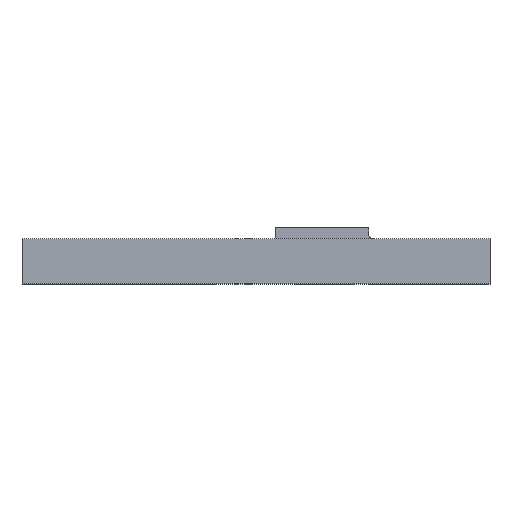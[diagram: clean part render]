
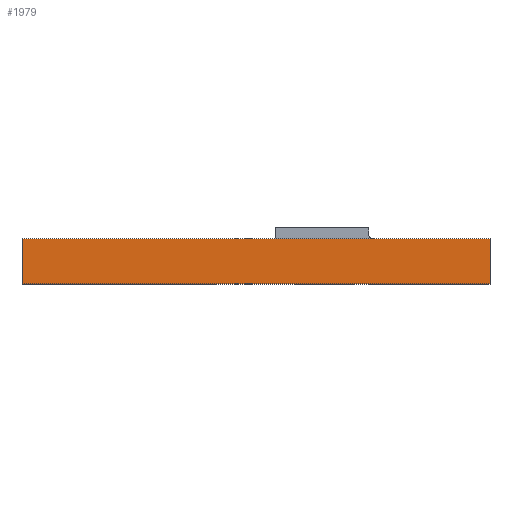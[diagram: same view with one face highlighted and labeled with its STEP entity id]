
A CAD part, top view. The second image highlights one B-rep face of the part: STEP entity #1979.
In plain terms, the highlighted planar face has unit normal (0, 0, 1).
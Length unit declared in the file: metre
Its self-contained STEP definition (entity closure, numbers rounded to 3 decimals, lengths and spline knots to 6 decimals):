
#65=PLANE('',#2135);
#528=ORIENTED_EDGE('',*,*,#833,.T.);
#529=ORIENTED_EDGE('',*,*,#944,.F.);
#530=ORIENTED_EDGE('',*,*,#785,.F.);
#531=ORIENTED_EDGE('',*,*,#893,.T.);
#785=EDGE_CURVE('',#1054,#1055,#1243,.T.);
#833=EDGE_CURVE('',#1095,#1094,#1287,.T.);
#893=EDGE_CURVE('',#1054,#1095,#1332,.T.);
#944=EDGE_CURVE('',#1055,#1094,#1374,.T.);
#1054=VERTEX_POINT('',#2890);
#1055=VERTEX_POINT('',#2892);
#1094=VERTEX_POINT('',#2979);
#1095=VERTEX_POINT('',#2981);
#1243=LINE('',#2891,#1479);
#1287=LINE('',#2980,#1523);
#1332=LINE('',#3099,#1568);
#1374=LINE('',#3210,#1610);
#1479=VECTOR('',#2303,1.);
#1523=VECTOR('',#2357,1.);
#1568=VECTOR('',#2468,1.);
#1610=VECTOR('',#2600,1.);
#1727=EDGE_LOOP('',(#528,#529,#530,#531));
#1856=FACE_BOUND('',#1727,.T.);
#1979=ADVANCED_FACE('',(#1856),#65,.T.);
#2135=AXIS2_PLACEMENT_3D('',#3209,#2598,#2599);
#2303=DIRECTION('',(0.,-1.,0.));
#2357=DIRECTION('',(0.,-1.,0.));
#2468=DIRECTION('',(-1.,0.,0.));
#2598=DIRECTION('',(0.,0.,1.));
#2599=DIRECTION('',(0.,-1.,0.));
#2600=DIRECTION('',(-1.,0.,0.));
#2890=CARTESIAN_POINT('',(0.064404,0.00042,0.036239));
#2891=CARTESIAN_POINT('',(0.064404,0.00042,0.036239));
#2892=CARTESIAN_POINT('',(0.064404,-0.01198,0.036239));
#2979=CARTESIAN_POINT('',(-0.064404,-0.01198,0.036239));
#2980=CARTESIAN_POINT('',(-0.064404,0.00042,0.036239));
#2981=CARTESIAN_POINT('',(-0.064404,0.00042,0.036239));
#3099=CARTESIAN_POINT('',(0.,0.00042,0.036239));
#3209=CARTESIAN_POINT('',(0.,0.00042,0.036239));
#3210=CARTESIAN_POINT('',(0.,-0.01198,0.036239));
